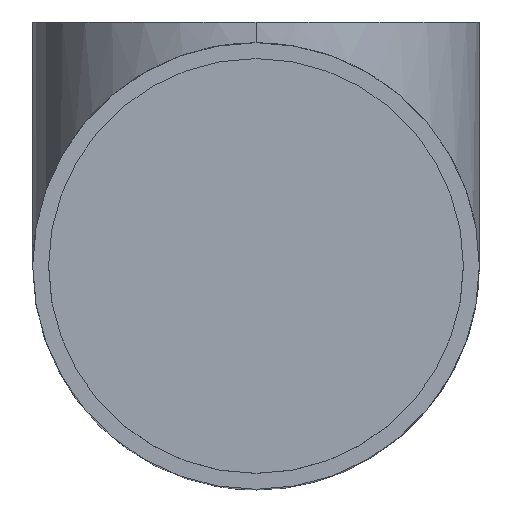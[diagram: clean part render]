
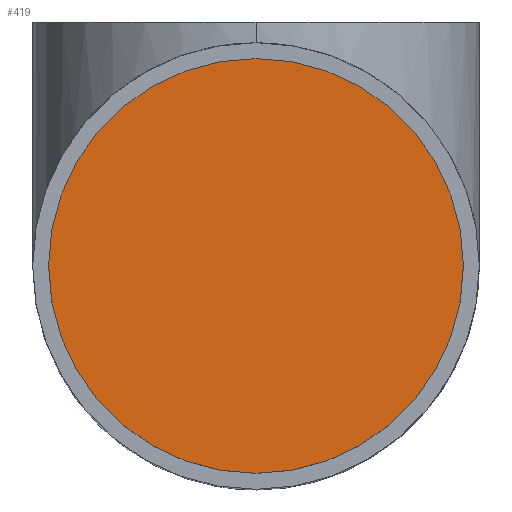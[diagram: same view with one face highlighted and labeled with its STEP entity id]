
A CAD part, top view. The second image highlights one B-rep face of the part: STEP entity #419.
In plain terms, the highlighted planar face has unit normal (0, 0, 1).
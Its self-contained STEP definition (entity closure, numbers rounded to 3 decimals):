
#9 = CARTESIAN_POINT ( 'NONE',  ( 32.5, 0., 43. ) ) ;
#25 = EDGE_LOOP ( 'NONE', ( #216, #451 ) ) ;
#59 = DIRECTION ( 'NONE',  ( 0., 0., 1. ) ) ;
#103 = CARTESIAN_POINT ( 'NONE',  ( -32.5, 0., 43. ) ) ;
#142 = DIRECTION ( 'NONE',  ( 0., 0., 1. ) ) ;
#151 = DIRECTION ( 'NONE',  ( 1., 0., 0. ) ) ;
#171 = DIRECTION ( 'NONE',  ( 1., 0., 0. ) ) ;
#195 = EDGE_CURVE ( 'NONE', #437, #311, #375, .T. ) ;
#216 = ORIENTED_EDGE ( 'NONE', *, *, #195, .T. ) ;
#239 = AXIS2_PLACEMENT_3D ( 'NONE', #501, #59, #320 ) ;
#267 = AXIS2_PLACEMENT_3D ( 'NONE', #598, #454, #171 ) ;
#311 = VERTEX_POINT ( 'NONE', #103 ) ;
#319 = EDGE_CURVE ( 'NONE', #311, #437, #531, .T. ) ;
#320 = DIRECTION ( 'NONE',  ( 1., 0., 0. ) ) ;
#328 = PLANE ( 'NONE',  #345 ) ;
#345 = AXIS2_PLACEMENT_3D ( 'NONE', #597, #142, #151 ) ;
#375 = CIRCLE ( 'NONE', #267, 32.5 ) ;
#419 = ADVANCED_FACE ( 'NONE', ( #424 ), #328, .T. ) ;
#424 = FACE_OUTER_BOUND ( 'NONE', #25, .T. ) ;
#437 = VERTEX_POINT ( 'NONE', #9 ) ;
#451 = ORIENTED_EDGE ( 'NONE', *, *, #319, .T. ) ;
#454 = DIRECTION ( 'NONE',  ( 0., 0., 1. ) ) ;
#501 = CARTESIAN_POINT ( 'NONE',  ( 0., 0., 43. ) ) ;
#531 = CIRCLE ( 'NONE', #239, 32.5 ) ;
#597 = CARTESIAN_POINT ( 'NONE',  ( 0., 0., 43. ) ) ;
#598 = CARTESIAN_POINT ( 'NONE',  ( 0., 0., 43. ) ) ;
